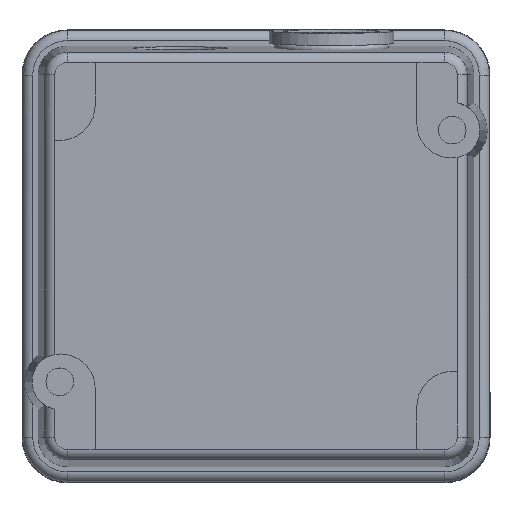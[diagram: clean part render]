
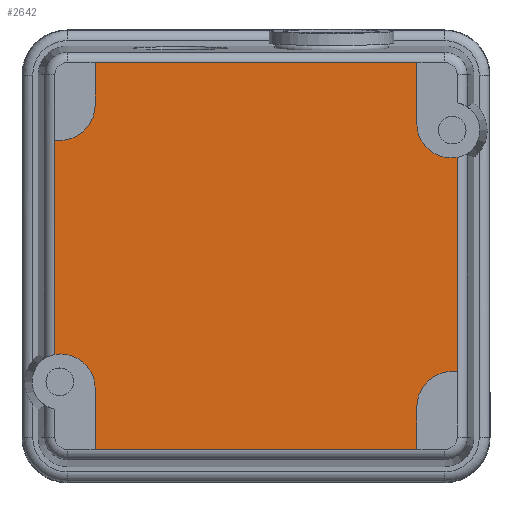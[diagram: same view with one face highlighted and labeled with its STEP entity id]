
A CAD part, top view. The second image highlights one B-rep face of the part: STEP entity #2642.
In plain terms, the highlighted planar face has unit normal (0, 0, 1).
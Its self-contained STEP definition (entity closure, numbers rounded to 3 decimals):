
#123=CARTESIAN_POINT('',(63.347,44.388,46.));
#124=VERTEX_POINT('',#123);
#131=CARTESIAN_POINT('',(71.347,37.684,46.));
#132=VERTEX_POINT('',#131);
#133=CARTESIAN_POINT('',(70.156,44.388,46.));
#134=DIRECTION('',(0.0,0.0,-1.0));
#135=DIRECTION('',(-1.0,0.0,0.0));
#136=AXIS2_PLACEMENT_3D('',#133,#134,#135);
#137=CIRCLE('',#136,6.809);
#138=EDGE_CURVE('',#132,#124,#137,.T.);
#162=CARTESIAN_POINT('',(63.347,56.562,46.));
#163=VERTEX_POINT('',#162);
#170=CARTESIAN_POINT('',(63.347,44.388,46.));
#171=DIRECTION('',(0.0,1.0,0.0));
#172=VECTOR('',#171,12.174);
#173=LINE('',#170,#172);
#174=EDGE_CURVE('',#124,#163,#173,.T.);
#340=CARTESIAN_POINT('',(-0.577,-8.189,46.));
#341=VERTEX_POINT('',#340);
#348=CARTESIAN_POINT('',(-8.577,-1.485,46.));
#349=VERTEX_POINT('',#348);
#350=CARTESIAN_POINT('',(-7.386,-8.189,46.));
#351=DIRECTION('',(0.0,0.0,-1.0));
#352=DIRECTION('',(1.0,0.0,0.0));
#353=AXIS2_PLACEMENT_3D('',#350,#351,#352);
#354=CIRCLE('',#353,6.809);
#355=EDGE_CURVE('',#349,#341,#354,.T.);
#379=CARTESIAN_POINT('',(-0.577,-20.363,46.));
#380=VERTEX_POINT('',#379);
#387=CARTESIAN_POINT('',(-0.577,-8.189,46.));
#388=DIRECTION('',(0.0,-1.0,0.0));
#389=VECTOR('',#388,12.174);
#390=LINE('',#387,#389);
#391=EDGE_CURVE('',#341,#380,#390,.T.);
#556=CARTESIAN_POINT('',(-0.577,56.562,46.));
#557=VERTEX_POINT('',#556);
#594=CARTESIAN_POINT('',(-0.577,48.062,46.));
#595=VERTEX_POINT('',#594);
#602=CARTESIAN_POINT('',(-0.577,56.562,46.));
#603=DIRECTION('',(0.0,-1.0,0.0));
#604=VECTOR('',#603,8.5);
#605=LINE('',#602,#604);
#606=EDGE_CURVE('',#557,#595,#605,.T.);
#626=CARTESIAN_POINT('',(-7.577,41.062,46.));
#627=VERTEX_POINT('',#626);
#634=CARTESIAN_POINT('',(-7.577,48.062,46.));
#635=DIRECTION('',(0.0,0.0,-1.0));
#636=DIRECTION('',(0.0,-1.0,0.0));
#637=AXIS2_PLACEMENT_3D('',#634,#635,#636);
#638=CIRCLE('',#637,7.);
#639=EDGE_CURVE('',#595,#627,#638,.T.);
#658=CARTESIAN_POINT('',(-8.577,41.062,46.));
#659=VERTEX_POINT('',#658);
#666=CARTESIAN_POINT('',(-7.577,41.062,46.));
#667=DIRECTION('',(-1.0,0.0,0.0));
#668=VECTOR('',#667,1.);
#669=LINE('',#666,#668);
#670=EDGE_CURVE('',#627,#659,#669,.T.);
#760=CARTESIAN_POINT('',(63.347,-20.363,46.));
#761=VERTEX_POINT('',#760);
#798=CARTESIAN_POINT('',(63.347,-11.863,46.));
#799=VERTEX_POINT('',#798);
#806=CARTESIAN_POINT('',(63.347,-20.363,46.));
#807=DIRECTION('',(0.0,1.0,0.0));
#808=VECTOR('',#807,8.5);
#809=LINE('',#806,#808);
#810=EDGE_CURVE('',#761,#799,#809,.T.);
#830=CARTESIAN_POINT('',(70.347,-4.863,46.));
#831=VERTEX_POINT('',#830);
#838=CARTESIAN_POINT('',(70.347,-11.863,46.));
#839=DIRECTION('',(0.0,0.0,-1.0));
#840=DIRECTION('',(0.0,1.0,0.0));
#841=AXIS2_PLACEMENT_3D('',#838,#839,#840);
#842=CIRCLE('',#841,7.);
#843=EDGE_CURVE('',#799,#831,#842,.T.);
#862=CARTESIAN_POINT('',(71.347,-4.863,46.));
#863=VERTEX_POINT('',#862);
#870=CARTESIAN_POINT('',(70.347,-4.863,46.));
#871=DIRECTION('',(1.0,0.0,0.0));
#872=VECTOR('',#871,1.);
#873=LINE('',#870,#872);
#874=EDGE_CURVE('',#831,#863,#873,.T.);
#2270=CARTESIAN_POINT('',(63.347,-20.363,46.));
#2271=DIRECTION('',(-1.0,0.0,0.0));
#2272=VECTOR('',#2271,63.925);
#2273=LINE('',#2270,#2272);
#2274=EDGE_CURVE('',#761,#380,#2273,.T.);
#2339=CARTESIAN_POINT('',(71.347,37.684,46.));
#2340=DIRECTION('',(0.0,-1.0,0.0));
#2341=VECTOR('',#2340,42.547);
#2342=LINE('',#2339,#2341);
#2343=EDGE_CURVE('',#132,#863,#2342,.T.);
#2487=CARTESIAN_POINT('',(-8.577,-1.485,46.));
#2488=DIRECTION('',(0.0,1.0,0.0));
#2489=VECTOR('',#2488,42.547);
#2490=LINE('',#2487,#2489);
#2491=EDGE_CURVE('',#349,#659,#2490,.T.);
#2545=CARTESIAN_POINT('',(-0.577,56.562,46.));
#2546=DIRECTION('',(1.0,0.0,0.0));
#2547=VECTOR('',#2546,63.925);
#2548=LINE('',#2545,#2547);
#2549=EDGE_CURVE('',#557,#163,#2548,.T.);
#2621=CARTESIAN_POINT('',(31.385,18.1,46.));
#2622=DIRECTION('',(0.0,0.0,1.0));
#2623=DIRECTION('',(1.0,0.0,0.0));
#2624=AXIS2_PLACEMENT_3D('',#2621,#2622,#2623);
#2625=PLANE('',#2624);
#2626=ORIENTED_EDGE('',*,*,#174,.T.);
#2627=ORIENTED_EDGE('',*,*,#2549,.F.);
#2628=ORIENTED_EDGE('',*,*,#606,.T.);
#2629=ORIENTED_EDGE('',*,*,#639,.T.);
#2630=ORIENTED_EDGE('',*,*,#670,.T.);
#2631=ORIENTED_EDGE('',*,*,#2491,.F.);
#2632=ORIENTED_EDGE('',*,*,#355,.T.);
#2633=ORIENTED_EDGE('',*,*,#391,.T.);
#2634=ORIENTED_EDGE('',*,*,#2274,.F.);
#2635=ORIENTED_EDGE('',*,*,#810,.T.);
#2636=ORIENTED_EDGE('',*,*,#843,.T.);
#2637=ORIENTED_EDGE('',*,*,#874,.T.);
#2638=ORIENTED_EDGE('',*,*,#2343,.F.);
#2639=ORIENTED_EDGE('',*,*,#138,.T.);
#2640=EDGE_LOOP('',(#2626,#2627,#2628,#2629,#2630,#2631,#2632,#2633,#2634,#2635,#2636,#2637,#2638,#2639));
#2641=FACE_OUTER_BOUND('',#2640,.T.);
#2642=ADVANCED_FACE('',(#2641),#2625,.T.);
